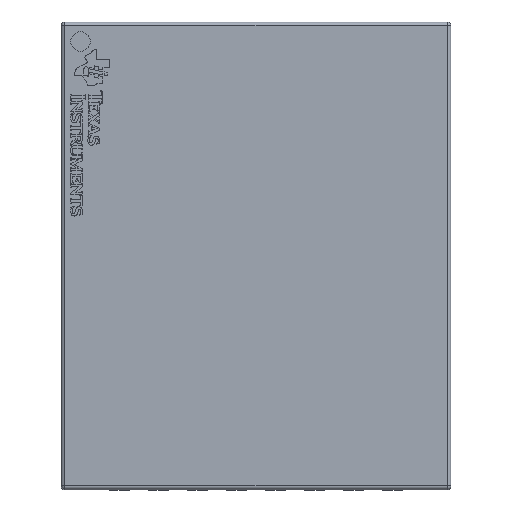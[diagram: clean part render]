
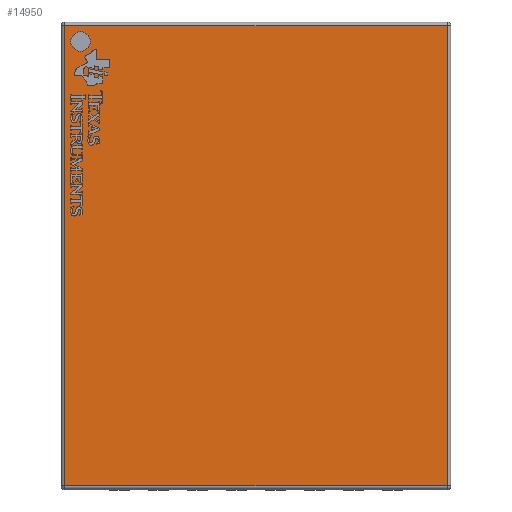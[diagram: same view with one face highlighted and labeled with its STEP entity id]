
A CAD part, top view. The second image highlights one B-rep face of the part: STEP entity #14950.
In plain terms, the highlighted planar face has unit normal (0, 0, 1).
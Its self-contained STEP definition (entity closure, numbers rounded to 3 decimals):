
#670=PLANE('',#16019);
#1293=LINE('',#20419,#3028);
#1297=LINE('',#20435,#3032);
#1299=LINE('',#20438,#3034);
#1301=LINE('',#20441,#3036);
#3028=VECTOR('',#16920,10.);
#3032=VECTOR('',#16938,10.);
#3034=VECTOR('',#16942,10.);
#3036=VECTOR('',#16946,10.);
#4852=FACE_OUTER_BOUND('',#5726,.T.);
#5726=EDGE_LOOP('',(#10610,#10611,#10612,#10613));
#6756=VERTEX_POINT('',#20381);
#6761=VERTEX_POINT('',#20394);
#6766=VERTEX_POINT('',#20407);
#6771=VERTEX_POINT('',#20423);
#8257=EDGE_CURVE('',#6756,#6766,#1293,.T.);
#8265=EDGE_CURVE('',#6766,#6771,#1297,.T.);
#8267=EDGE_CURVE('',#6771,#6761,#1299,.T.);
#8269=EDGE_CURVE('',#6761,#6756,#1301,.T.);
#10610=ORIENTED_EDGE('',*,*,#8257,.F.);
#10611=ORIENTED_EDGE('',*,*,#8269,.F.);
#10612=ORIENTED_EDGE('',*,*,#8267,.F.);
#10613=ORIENTED_EDGE('',*,*,#8265,.F.);
#14950=ADVANCED_FACE('',(#4852),#670,.T.);
#16019=AXIS2_PLACEMENT_3D('',#20623,#17042,#17043);
#16920=DIRECTION('',(0.,-1.,0.));
#16938=DIRECTION('',(-1.,0.,0.));
#16942=DIRECTION('',(0.,1.,0.));
#16946=DIRECTION('',(1.,0.,0.));
#17042=DIRECTION('center_axis',(0.,0.,1.));
#17043=DIRECTION('ref_axis',(1.,0.,0.));
#20381=CARTESIAN_POINT('',(2.45,2.95,1.));
#20394=CARTESIAN_POINT('',(-2.45,2.95,1.));
#20407=CARTESIAN_POINT('',(2.45,-2.95,1.));
#20419=CARTESIAN_POINT('',(2.45,-1.5,1.));
#20423=CARTESIAN_POINT('',(-2.45,-2.95,1.));
#20435=CARTESIAN_POINT('',(-1.25,-2.95,1.));
#20438=CARTESIAN_POINT('',(-2.45,1.5,1.));
#20441=CARTESIAN_POINT('',(1.25,2.95,1.));
#20623=CARTESIAN_POINT('Origin',(0.,0.,1.));
